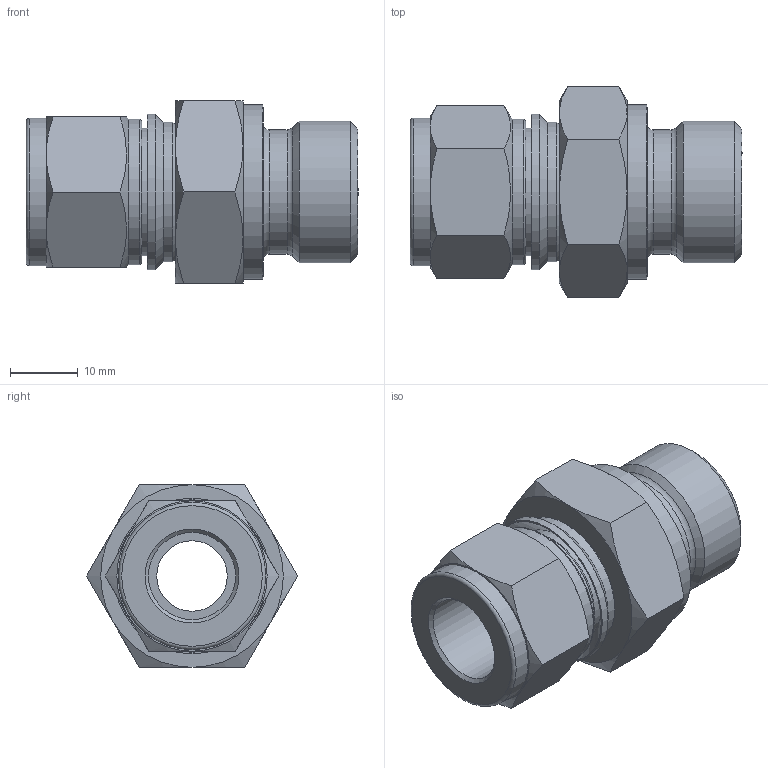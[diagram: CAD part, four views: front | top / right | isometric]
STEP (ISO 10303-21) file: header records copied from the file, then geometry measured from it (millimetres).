
FILE_DESCRIPTION(/* description */ (''),/* implementation_level */ '2;1');
FILE_NAME(/* name */ 'SMCI-8-8GM.stp',/* time_stamp */ '2022-05-13T13:41:13+09:00',/* author */ ('user'),/* organization */ (''),/* preprocessor_version */ 'ST-DEVELOPER v18.1',/* originating_system */ 'Autodesk Inventor 2022',/* authorisation */ '');
FILE_SCHEMA (('AUTOMOTIVE_DESIGN { 1 0 10303 214 3 1 1 }'));
Length unit declared in the file: millimetre
Products named in the file (1): SMC-8-8GM
Bounding box: 49.1 x 31.18 x 27 mm (x, y, z)
Volume: 15545.4 mm3; surface area: 7374.9 mm2
Topology: 1 solids, 1 shells, 68 faces, 148 edges, 90 vertices
Faces by surface type: cone 30, plane 22, cylinder 12, torus 4
Full cylindrical faces by diameter (mm): 10.414 x1, 12.9 x1, 17.2 x1, 17.7 x1, 18.4 x1, 18.9 x1, 20.6 x1, 20.96 x1, 21.5 x1, 21.8 x1, 23 x1, 25.8 x1
Entity records: 1851 total; most frequent: CARTESIAN_POINT 391, DIRECTION 308, ORIENTED_EDGE 296, EDGE_CURVE 148, AXIS2_PLACEMENT_3D 133, VERTEX_POINT 90, EDGE_LOOP 78, FACE_OUTER_BOUND 68
